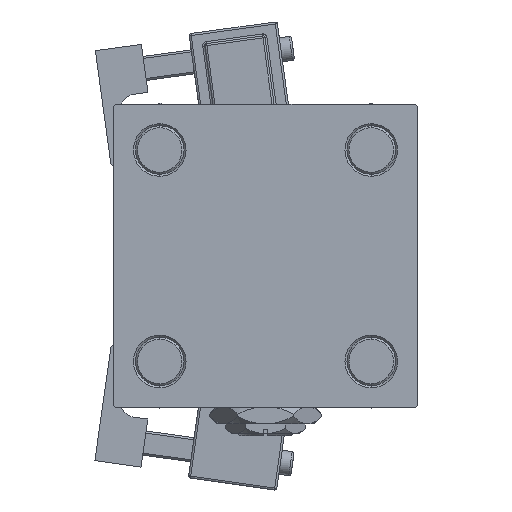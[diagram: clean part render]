
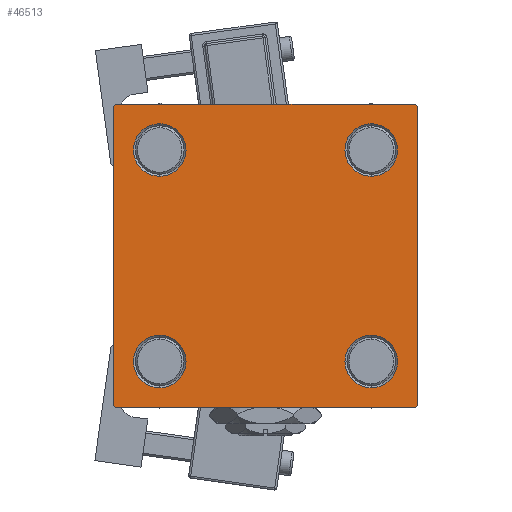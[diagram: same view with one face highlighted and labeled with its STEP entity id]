
A CAD part, left-side view. The second image highlights one B-rep face of the part: STEP entity #46513.
In plain terms, the highlighted planar face has unit normal (-1, 0, 0).
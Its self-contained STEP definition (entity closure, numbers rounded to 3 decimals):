
#200 = DIRECTION ( 'NONE',  ( 1., 0., 0. ) ) ;
#954 = CARTESIAN_POINT ( 'NONE',  ( 0., 37.5, -37.5 ) ) ;
#1702 = DIRECTION ( 'NONE',  ( 1., 0., 0. ) ) ;
#2538 = ORIENTED_EDGE ( 'NONE', *, *, #51319, .T. ) ;
#3727 = FACE_BOUND ( 'NONE', #7518, .T. ) ;
#3999 = CARTESIAN_POINT ( 'NONE',  ( 0., 26.15, 32.65 ) ) ;
#4882 = EDGE_LOOP ( 'NONE', ( #38445, #39490 ) ) ;
#5285 = CARTESIAN_POINT ( 'NONE',  ( 0., 26.15, -32.65 ) ) ;
#6182 = DIRECTION ( 'NONE',  ( 1., 0., 0. ) ) ;
#7372 = DIRECTION ( 'NONE',  ( 0., 0., -1. ) ) ;
#7399 = CARTESIAN_POINT ( 'NONE',  ( 0., 37., -37.5 ) ) ;
#7518 = EDGE_LOOP ( 'NONE', ( #19409, #51119 ) ) ;
#7702 = ORIENTED_EDGE ( 'NONE', *, *, #8991, .T. ) ;
#8044 = CIRCLE ( 'NONE', #38310, 6.5 ) ;
#8612 = CARTESIAN_POINT ( 'NONE',  ( 0., -26.15, -32.65 ) ) ;
#8991 = EDGE_CURVE ( 'NONE', #42348, #33348, #8044, .T. ) ;
#9218 = CARTESIAN_POINT ( 'NONE',  ( 0., 37., 37.5 ) ) ;
#9454 = FACE_BOUND ( 'NONE', #33972, .T. ) ;
#9729 = CIRCLE ( 'NONE', #39101, 6.5 ) ;
#10010 = ORIENTED_EDGE ( 'NONE', *, *, #51060, .T. ) ;
#10209 = CARTESIAN_POINT ( 'NONE',  ( 0., -26.15, 26.15 ) ) ;
#10376 = DIRECTION ( 'NONE',  ( 0., 0., 1. ) ) ;
#10387 = EDGE_CURVE ( 'NONE', #17097, #36727, #31850, .T. ) ;
#10633 = CIRCLE ( 'NONE', #17996, 6.5 ) ;
#11215 = CARTESIAN_POINT ( 'NONE',  ( 0., -26.15, -26.15 ) ) ;
#11354 = VERTEX_POINT ( 'NONE', #31157 ) ;
#11424 = CARTESIAN_POINT ( 'NONE',  ( 0., 37.25, -37.25 ) ) ;
#11571 = EDGE_CURVE ( 'NONE', #17236, #29279, #48395, .T. ) ;
#12479 = VECTOR ( 'NONE', #34271, 1000. ) ;
#13904 = DIRECTION ( 'NONE',  ( 0., -1., 0. ) ) ;
#14382 = VECTOR ( 'NONE', #43720, 1000. ) ;
#14800 = VERTEX_POINT ( 'NONE', #48992 ) ;
#15465 = VERTEX_POINT ( 'NONE', #7399 ) ;
#15651 = CARTESIAN_POINT ( 'NONE',  ( 0., -37.25, 37.25 ) ) ;
#15682 = PLANE ( 'NONE',  #38039 ) ;
#15733 = ORIENTED_EDGE ( 'NONE', *, *, #36021, .T. ) ;
#16208 = CARTESIAN_POINT ( 'NONE',  ( 0., -26.15, -26.15 ) ) ;
#16627 = CARTESIAN_POINT ( 'NONE',  ( 0., 26.15, -26.15 ) ) ;
#16658 = CARTESIAN_POINT ( 'NONE',  ( 0., -37., -37.5 ) ) ;
#17097 = VERTEX_POINT ( 'NONE', #23954 ) ;
#17178 = DIRECTION ( 'NONE',  ( 0., 0., 1. ) ) ;
#17236 = VERTEX_POINT ( 'NONE', #8612 ) ;
#17601 = EDGE_CURVE ( 'NONE', #24991, #53856, #55681, .T. ) ;
#17996 = AXIS2_PLACEMENT_3D ( 'NONE', #10209, #6182, #53584 ) ;
#18319 = VERTEX_POINT ( 'NONE', #5285 ) ;
#18733 = CARTESIAN_POINT ( 'NONE',  ( 0., 26.15, 26.15 ) ) ;
#19232 = DIRECTION ( 'NONE',  ( 0., 0., 1. ) ) ;
#19350 = CARTESIAN_POINT ( 'NONE',  ( 0., 26.15, 26.15 ) ) ;
#19409 = ORIENTED_EDGE ( 'NONE', *, *, #49598, .T. ) ;
#19532 = LINE ( 'NONE', #49968, #45462 ) ;
#19667 = VERTEX_POINT ( 'NONE', #31297 ) ;
#20334 = CARTESIAN_POINT ( 'NONE',  ( 0., -37.5, 37. ) ) ;
#20897 = DIRECTION ( 'NONE',  ( 0., -0.707, -0.707 ) ) ;
#21079 = CARTESIAN_POINT ( 'NONE',  ( 0., -37.25, -37.25 ) ) ;
#21246 = FACE_BOUND ( 'NONE', #4882, .T. ) ;
#21491 = ORIENTED_EDGE ( 'NONE', *, *, #37467, .F. ) ;
#21742 = VECTOR ( 'NONE', #13904, 1000. ) ;
#22323 = CARTESIAN_POINT ( 'NONE',  ( 0., 26.15, -26.15 ) ) ;
#23075 = CIRCLE ( 'NONE', #55195, 6.5 ) ;
#23954 = CARTESIAN_POINT ( 'NONE',  ( 0., 26.15, 19.65 ) ) ;
#24155 = EDGE_CURVE ( 'NONE', #45428, #19667, #33497, .T. ) ;
#24433 = ORIENTED_EDGE ( 'NONE', *, *, #45440, .T. ) ;
#24991 = VERTEX_POINT ( 'NONE', #9218 ) ;
#26067 = VERTEX_POINT ( 'NONE', #16658 ) ;
#26535 = LINE ( 'NONE', #954, #21742 ) ;
#27281 = CARTESIAN_POINT ( 'NONE',  ( 0., -26.15, 26.15 ) ) ;
#27375 = CARTESIAN_POINT ( 'NONE',  ( 0., -26.15, -19.65 ) ) ;
#27535 = EDGE_CURVE ( 'NONE', #18319, #14800, #49836, .T. ) ;
#28358 = CARTESIAN_POINT ( 'NONE',  ( 0., 37.5, 37. ) ) ;
#29279 = VERTEX_POINT ( 'NONE', #27375 ) ;
#29799 = CARTESIAN_POINT ( 'NONE',  ( 0., 37.25, 37.25 ) ) ;
#30490 = LINE ( 'NONE', #48031, #14382 ) ;
#31157 = CARTESIAN_POINT ( 'NONE',  ( 0., -37., 37.5 ) ) ;
#31297 = CARTESIAN_POINT ( 'NONE',  ( 0., -37.5, -37. ) ) ;
#31850 = CIRCLE ( 'NONE', #51083, 6.5 ) ;
#32185 = DIRECTION ( 'NONE',  ( 1., 0., 0. ) ) ;
#32332 = FACE_OUTER_BOUND ( 'NONE', #37499, .T. ) ;
#32932 = ORIENTED_EDGE ( 'NONE', *, *, #36607, .T. ) ;
#33178 = CARTESIAN_POINT ( 'NONE',  ( 0., -26.15, 32.65 ) ) ;
#33348 = VERTEX_POINT ( 'NONE', #33178 ) ;
#33497 = LINE ( 'NONE', #36975, #50620 ) ;
#33951 = VECTOR ( 'NONE', #47345, 1000. ) ;
#33972 = EDGE_LOOP ( 'NONE', ( #32932, #51463 ) ) ;
#34271 = DIRECTION ( 'NONE',  ( 0., -0.707, 0.707 ) ) ;
#34834 = DIRECTION ( 'NONE',  ( 1., 0., 0. ) ) ;
#36021 = EDGE_CURVE ( 'NONE', #33348, #42348, #10633, .T. ) ;
#36607 = EDGE_CURVE ( 'NONE', #29279, #17236, #9729, .T. ) ;
#36658 = DIRECTION ( 'NONE',  ( -1., 0., 0. ) ) ;
#36727 = VERTEX_POINT ( 'NONE', #3999 ) ;
#36869 = DIRECTION ( 'NONE',  ( 1., 0., 0. ) ) ;
#36975 = CARTESIAN_POINT ( 'NONE',  ( 0., -37.5, 37.5 ) ) ;
#37467 = EDGE_CURVE ( 'NONE', #24991, #11354, #30490, .T. ) ;
#37499 = EDGE_LOOP ( 'NONE', ( #2538, #24433, #52385, #38894, #41499, #10010, #21491, #40121 ) ) ;
#37509 = DIRECTION ( 'NONE',  ( 0., 0., 1. ) ) ;
#38039 = AXIS2_PLACEMENT_3D ( 'NONE', #50702, #36658, #37509 ) ;
#38310 = AXIS2_PLACEMENT_3D ( 'NONE', #27281, #1702, #19232 ) ;
#38445 = ORIENTED_EDGE ( 'NONE', *, *, #45765, .T. ) ;
#38685 = EDGE_CURVE ( 'NONE', #15465, #26067, #26535, .T. ) ;
#38780 = FACE_BOUND ( 'NONE', #45848, .T. ) ;
#38820 = AXIS2_PLACEMENT_3D ( 'NONE', #22323, #200, #17178 ) ;
#38894 = ORIENTED_EDGE ( 'NONE', *, *, #53274, .T. ) ;
#39101 = AXIS2_PLACEMENT_3D ( 'NONE', #11215, #32185, #41948 ) ;
#39490 = ORIENTED_EDGE ( 'NONE', *, *, #10387, .T. ) ;
#40121 = ORIENTED_EDGE ( 'NONE', *, *, #17601, .T. ) ;
#41417 = DIRECTION ( 'NONE',  ( 1., 0., 0. ) ) ;
#41499 = ORIENTED_EDGE ( 'NONE', *, *, #24155, .F. ) ;
#41626 = CARTESIAN_POINT ( 'NONE',  ( 0., 37.5, -37. ) ) ;
#41719 = VECTOR ( 'NONE', #45531, 1000. ) ;
#41948 = DIRECTION ( 'NONE',  ( 0., 0., 1. ) ) ;
#42348 = VERTEX_POINT ( 'NONE', #51383 ) ;
#42752 = DIRECTION ( 'NONE',  ( 0., 0., 1. ) ) ;
#43190 = DIRECTION ( 'NONE',  ( 0., 0., 1. ) ) ;
#43720 = DIRECTION ( 'NONE',  ( 0., -1., 0. ) ) ;
#44613 = AXIS2_PLACEMENT_3D ( 'NONE', #16627, #51364, #42752 ) ;
#45428 = VERTEX_POINT ( 'NONE', #20334 ) ;
#45440 = EDGE_CURVE ( 'NONE', #52553, #15465, #51336, .T. ) ;
#45462 = VECTOR ( 'NONE', #50538, 1000. ) ;
#45531 = DIRECTION ( 'NONE',  ( 0., 0.707, 0.707 ) ) ;
#45656 = AXIS2_PLACEMENT_3D ( 'NONE', #16208, #34834, #43190 ) ;
#45765 = EDGE_CURVE ( 'NONE', #36727, #17097, #23075, .T. ) ;
#45848 = EDGE_LOOP ( 'NONE', ( #15733, #7702 ) ) ;
#46105 = LINE ( 'NONE', #15651, #41719 ) ;
#46513 = ADVANCED_FACE ( 'NONE', ( #38780, #9454, #3727, #21246, #32332 ), #15682, .T. ) ;
#47219 = LINE ( 'NONE', #21079, #12479 ) ;
#47345 = DIRECTION ( 'NONE',  ( 0., 0.707, -0.707 ) ) ;
#48031 = CARTESIAN_POINT ( 'NONE',  ( 0., 37.5, 37.5 ) ) ;
#48395 = CIRCLE ( 'NONE', #45656, 6.5 ) ;
#48992 = CARTESIAN_POINT ( 'NONE',  ( 0., 26.15, -19.65 ) ) ;
#49598 = EDGE_CURVE ( 'NONE', #14800, #18319, #52834, .T. ) ;
#49836 = CIRCLE ( 'NONE', #38820, 6.5 ) ;
#49968 = CARTESIAN_POINT ( 'NONE',  ( 0., 37.5, 37.5 ) ) ;
#50538 = DIRECTION ( 'NONE',  ( 0., 0., -1. ) ) ;
#50588 = VECTOR ( 'NONE', #20897, 1000. ) ;
#50620 = VECTOR ( 'NONE', #7372, 1000. ) ;
#50702 = CARTESIAN_POINT ( 'NONE',  ( 0., 0., 0. ) ) ;
#51060 = EDGE_CURVE ( 'NONE', #45428, #11354, #46105, .T. ) ;
#51083 = AXIS2_PLACEMENT_3D ( 'NONE', #18733, #41417, #10376 ) ;
#51119 = ORIENTED_EDGE ( 'NONE', *, *, #27535, .T. ) ;
#51319 = EDGE_CURVE ( 'NONE', #53856, #52553, #19532, .T. ) ;
#51336 = LINE ( 'NONE', #11424, #50588 ) ;
#51364 = DIRECTION ( 'NONE',  ( 1., 0., 0. ) ) ;
#51383 = CARTESIAN_POINT ( 'NONE',  ( 0., -26.15, 19.65 ) ) ;
#51463 = ORIENTED_EDGE ( 'NONE', *, *, #11571, .T. ) ;
#52385 = ORIENTED_EDGE ( 'NONE', *, *, #38685, .T. ) ;
#52553 = VERTEX_POINT ( 'NONE', #41626 ) ;
#52834 = CIRCLE ( 'NONE', #44613, 6.5 ) ;
#53274 = EDGE_CURVE ( 'NONE', #26067, #19667, #47219, .T. ) ;
#53584 = DIRECTION ( 'NONE',  ( 0., 0., 1. ) ) ;
#53856 = VERTEX_POINT ( 'NONE', #28358 ) ;
#54385 = DIRECTION ( 'NONE',  ( 0., 0., 1. ) ) ;
#55195 = AXIS2_PLACEMENT_3D ( 'NONE', #19350, #36869, #54385 ) ;
#55681 = LINE ( 'NONE', #29799, #33951 ) ;
